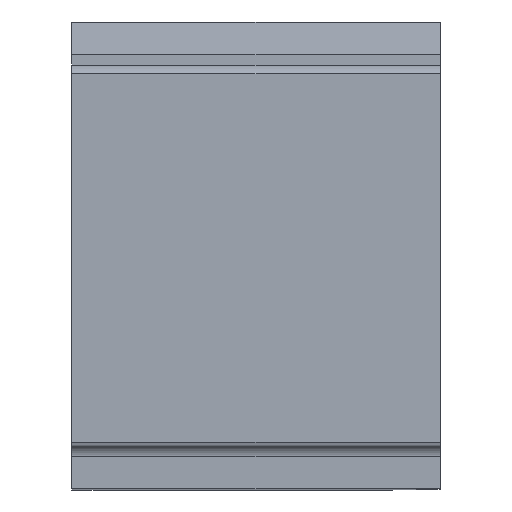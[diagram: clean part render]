
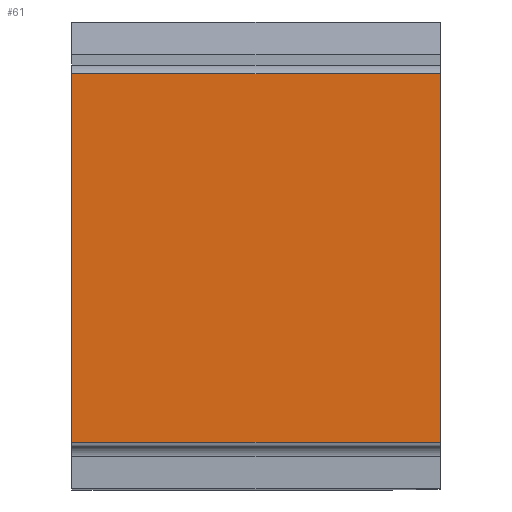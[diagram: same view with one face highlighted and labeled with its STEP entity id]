
A CAD part, top view. The second image highlights one B-rep face of the part: STEP entity #61.
In plain terms, the highlighted planar face has unit normal (0, 0, 1).
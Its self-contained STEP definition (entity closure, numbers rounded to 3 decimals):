
#61=ADVANCED_FACE('',(#123),#98,.F.);
#98=PLANE('',#827);
#123=FACE_OUTER_BOUND('',#161,.T.);
#161=EDGE_LOOP('',(#290,#291,#292,#293));
#290=ORIENTED_EDGE('',*,*,#556,.F.);
#291=ORIENTED_EDGE('',*,*,#550,.T.);
#292=ORIENTED_EDGE('',*,*,#557,.T.);
#293=ORIENTED_EDGE('',*,*,#505,.T.);
#434=VERTEX_POINT('',#1106);
#435=VERTEX_POINT('',#1108);
#474=VERTEX_POINT('',#1211);
#475=VERTEX_POINT('',#1213);
#505=EDGE_CURVE('',#435,#434,#611,.T.);
#550=EDGE_CURVE('',#475,#474,#643,.T.);
#556=EDGE_CURVE('',#475,#434,#648,.T.);
#557=EDGE_CURVE('',#474,#435,#649,.T.);
#611=LINE('',#1107,#690);
#643=LINE('',#1212,#722);
#648=LINE('',#1224,#727);
#649=LINE('',#1226,#728);
#690=VECTOR('',#885,1.);
#722=VECTOR('',#951,1.);
#727=VECTOR('',#964,1.);
#728=VECTOR('',#967,1.);
#827=AXIS2_PLACEMENT_3D('',#1227,#968,#969);
#885=DIRECTION('',(0.,-1.,0.));
#951=DIRECTION('',(0.,1.,0.));
#964=DIRECTION('',(-1.,0.,0.));
#967=DIRECTION('',(-1.,0.,0.));
#968=DIRECTION('',(0.,0.,-1.));
#969=DIRECTION('',(1.,0.,0.));
#1106=CARTESIAN_POINT('',(-25.,0.,0.));
#1107=CARTESIAN_POINT('',(-25.,25.,0.));
#1108=CARTESIAN_POINT('',(-25.,25.,0.));
#1211=CARTESIAN_POINT('',(0.,25.,0.));
#1212=CARTESIAN_POINT('',(0.,0.,0.));
#1213=CARTESIAN_POINT('',(0.,0.,0.));
#1224=CARTESIAN_POINT('',(0.,0.,0.));
#1226=CARTESIAN_POINT('',(0.,25.,0.));
#1227=CARTESIAN_POINT('',(-23.775,25.,0.));
